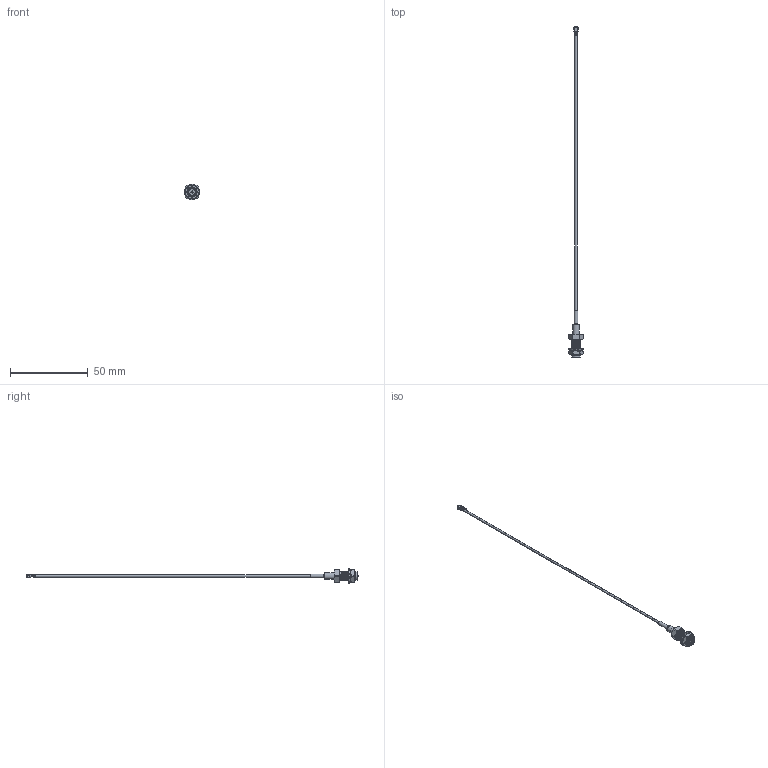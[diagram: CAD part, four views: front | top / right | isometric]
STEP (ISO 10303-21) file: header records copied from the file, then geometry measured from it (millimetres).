
FILE_DESCRIPTION(/* description */ ('Unknown'),/* implementation_level */ '2;1');
FILE_NAME(/* name */ '63620910xxxx',/* time_stamp */ '2020-08-24T16:13:41+02:00',/* author */ ('Unknown'),/* organization */ ('Unknown'),/* preprocessor_version */ 'ST-DEVELOPER v16.7',/* originating_system */ 'DEX',/* authorisation */ $);
FILE_SCHEMA (('CONFIG_CONTROL_DESIGN','AUTOMOTIVE_DESIGN {1 0 10303 214 3 1 1}'));
Length unit declared in the file: millimetre
Products named in the file (17): 636209100200; 1.37 O.D. Micro-cable - Black; 63026421102320; 60326421110420_ConnectorBody; 60326421110420_Insulator; 6032642111xx20_Washer; 60326421102320_Insulator2; 63026421102x20_CenterPin; 60326421102320_Ferrule; 6032642111xx20_Nut; 636199229999; 636199229999_bend; 636199229999_Shell_bend; 636199229999_Shell_embout; Cover_bend; 63619x229999_contact; 6xx26421102320_Insulator
Assembly tree (16 placements, depth 4):
  636209100200
    1.37 O.D. Micro-cable - Black
    63026421102320
      60326421110420_ConnectorBody
      60326421110420_Insulator
      6032642111xx20_Washer
      60326421102320_Insulator2
      63026421102x20_CenterPin
      60326421102320_Ferrule
      6032642111xx20_Nut
    636199229999
      636199229999_bend
        636199229999_Shell_bend
        636199229999_Shell_embout
      Cover_bend
      63619x229999_contact
    6xx26421102320_Insulator
Bounding box: 10.2 x 213.24 x 10.2 mm (x, y, z)
Volume: 913.6 mm3; surface area: 5513.6 mm2
Topology: 17 solids, 17 shells, 1327 faces, 3164 edges, 1809 vertices
Faces by surface type: cylinder 508, plane 378, torus 216, bspline 129, sphere 56, cone 40
Full cylindrical faces by diameter (mm): 0.2 x1, 0.306 x2, 0.4 x1, 0.6 x1, 0.9 x2, 0.92 x1, 0.922 x1, 1.05 x1, 1.13 x2, 1.25 x1, 1.27 x2, 1.3 x1, 1.37 x2, 1.6 x1, 1.7 x2, 2.2 x3, 2.25 x1, 2.3 x1, 2.37 x1, 3 x3, 4 x1, 4.1 x2, 4.65 x1, 5.34 x1, 10.2 x1
Entity records: 46864 total; most frequent: CARTESIAN_POINT 17194, DIRECTION 6305, ORIENTED_EDGE 5980, EDGE_CURVE 2990, AXIS2_PLACEMENT_3D 2524, VERTEX_POINT 1781, EDGE_LOOP 1435, FACE_BOUND 1435
